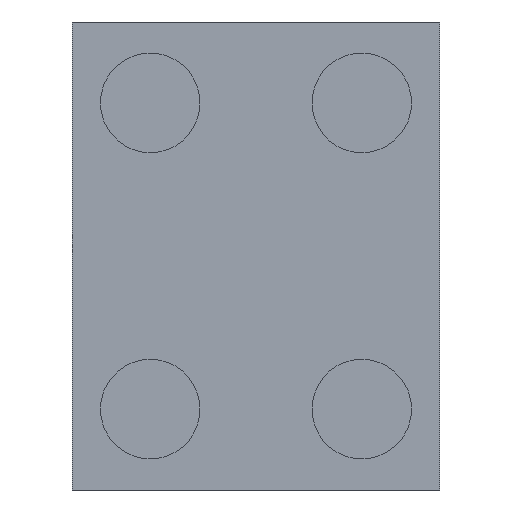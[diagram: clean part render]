
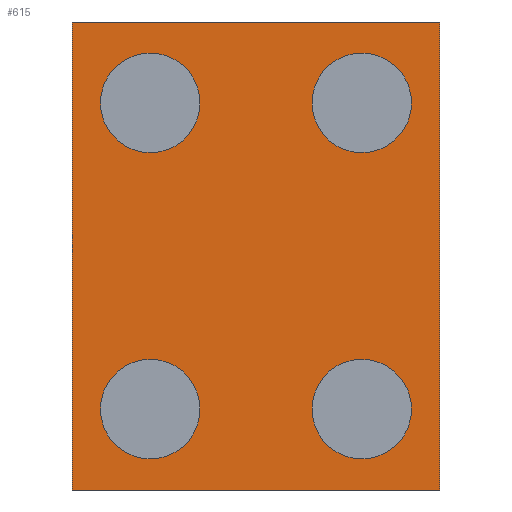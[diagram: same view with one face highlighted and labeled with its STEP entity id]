
A CAD part, front view. The second image highlights one B-rep face of the part: STEP entity #615.
In plain terms, the highlighted planar face has unit normal (0, -1, 0).
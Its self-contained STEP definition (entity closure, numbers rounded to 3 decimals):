
#15=LINE('',#944,#59);
#19=LINE('',#952,#63);
#22=LINE('',#958,#66);
#25=LINE('',#963,#69);
#59=VECTOR('',#766,3.76);
#63=VECTOR('',#772,2.95);
#66=VECTOR('',#777,3.76);
#69=VECTOR('',#782,2.95);
#124=PLANE('',#675);
#164=FACE_OUTER_BOUND('',#213,.T.);
#213=EDGE_LOOP('',(#427,#428,#429,#430));
#281=VERTEX_POINT('',#942);
#282=VERTEX_POINT('',#943);
#285=VERTEX_POINT('',#951);
#287=VERTEX_POINT('',#957);
#328=EDGE_CURVE('',#281,#282,#15,.T.);
#332=EDGE_CURVE('',#285,#281,#19,.T.);
#335=EDGE_CURVE('',#287,#285,#22,.T.);
#338=EDGE_CURVE('',#282,#287,#25,.T.);
#427=ORIENTED_EDGE('',*,*,#338,.F.);
#428=ORIENTED_EDGE('',*,*,#328,.F.);
#429=ORIENTED_EDGE('',*,*,#332,.F.);
#430=ORIENTED_EDGE('',*,*,#335,.F.);
#615=ADVANCED_FACE('',(#164),#124,.F.);
#675=AXIS2_PLACEMENT_3D('',#966,#786,#787);
#766=DIRECTION('',(0.,0.,-1.));
#772=DIRECTION('',(1.,0.,0.));
#777=DIRECTION('',(0.,0.,1.));
#782=DIRECTION('',(-1.,0.,0.));
#786=DIRECTION('center_axis',(0.,1.,0.));
#787=DIRECTION('ref_axis',(0.,0.,1.));
#942=CARTESIAN_POINT('',(0.,0.,3.76));
#943=CARTESIAN_POINT('',(0.,0.,0.));
#944=CARTESIAN_POINT('',(0.,0.,3.76));
#951=CARTESIAN_POINT('',(-2.95,0.,3.76));
#952=CARTESIAN_POINT('',(-2.95,0.,3.76));
#957=CARTESIAN_POINT('',(-2.95,0.,0.));
#958=CARTESIAN_POINT('',(-2.95,0.,0.));
#963=CARTESIAN_POINT('',(0.,0.,0.));
#966=CARTESIAN_POINT('Origin',(-1.475,0.,1.88));
